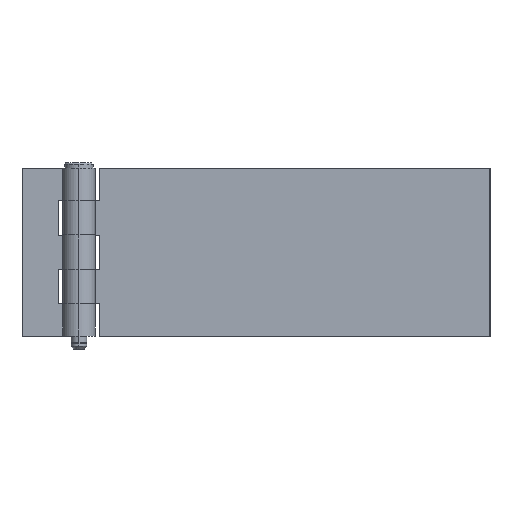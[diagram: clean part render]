
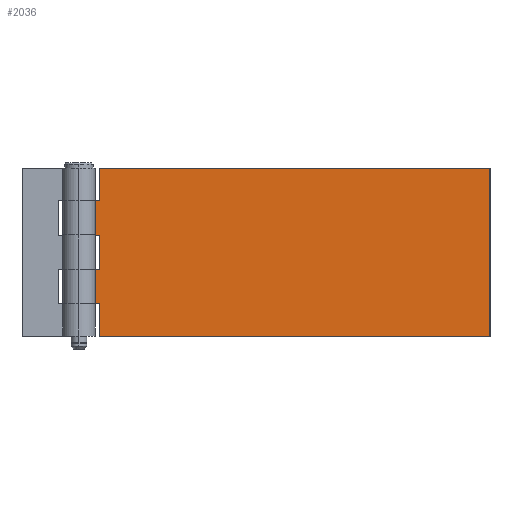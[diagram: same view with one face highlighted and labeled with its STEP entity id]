
A CAD part, top view. The second image highlights one B-rep face of the part: STEP entity #2036.
In plain terms, the highlighted face is planar.
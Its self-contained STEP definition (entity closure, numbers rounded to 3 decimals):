
#1 = EDGE_CURVE ( 'NONE', #2029, #2, #507, .T. ) ;
#2 = VERTEX_POINT ( 'NONE', #503 ) ;
#3 = ORIENTED_EDGE ( 'NONE', *, *, #2254, .T. ) ;
#4 = ORIENTED_EDGE ( 'NONE', *, *, #1, .T. ) ;
#503 = CARTESIAN_POINT ( 'NONE',  ( 8., 39.125, 3.25 ) ) ;
#504 = DIRECTION ( 'NONE',  ( 0., 1., 0. ) ) ;
#505 = VECTOR ( 'NONE', #504, 1000. ) ;
#506 = CARTESIAN_POINT ( 'NONE',  ( 8., 65., 3.25 ) ) ;
#507 = LINE ( 'NONE', #506, #505 ) ;
#1213 = DIRECTION ( 'NONE',  ( 0., 1., 0. ) ) ;
#1214 = VECTOR ( 'NONE', #1213, 1000. ) ;
#1215 = CARTESIAN_POINT ( 'NONE',  ( 8., 65., 3.25 ) ) ;
#1216 = LINE ( 'NONE', #1215, #1214 ) ;
#1217 = DIRECTION ( 'NONE',  ( 0., 1., 0. ) ) ;
#1218 = VECTOR ( 'NONE', #1217, 1000. ) ;
#1219 = CARTESIAN_POINT ( 'NONE',  ( 8., 65., 3.25 ) ) ;
#1220 = LINE ( 'NONE', #1219, #1218 ) ;
#1221 = DIRECTION ( 'NONE',  ( 0., -1., 0. ) ) ;
#1222 = VECTOR ( 'NONE', #1221, 1000. ) ;
#1223 = CARTESIAN_POINT ( 'NONE',  ( 159., 65., 3.25 ) ) ;
#1224 = LINE ( 'NONE', #1223, #1222 ) ;
#1225 = CARTESIAN_POINT ( 'NONE',  ( 8., 12.625, 3.25 ) ) ;
#1226 = DIRECTION ( 'NONE',  ( 1., 0., 0. ) ) ;
#1227 = DIRECTION ( 'NONE',  ( 0., 0., 1. ) ) ;
#1228 = CARTESIAN_POINT ( 'NONE',  ( 159., 65., 3.25 ) ) ;
#1229 = AXIS2_PLACEMENT_3D ( 'NONE', #1228, #1227, #1226 ) ;
#1230 = PLANE ( 'NONE',  #1229 ) ;
#1231 = FACE_OUTER_BOUND ( 'NONE', #2033, .T. ) ;
#1232 = DIRECTION ( 'NONE',  ( 1., 0., 0. ) ) ;
#1233 = VECTOR ( 'NONE', #1232, 1000. ) ;
#1234 = CARTESIAN_POINT ( 'NONE',  ( 159., 25.875, 3.25 ) ) ;
#1235 = LINE ( 'NONE', #1234, #1233 ) ;
#1236 = CARTESIAN_POINT ( 'NONE',  ( 8., 25.875, 3.25 ) ) ;
#1250 = DIRECTION ( 'NONE',  ( -1., 0., 0. ) ) ;
#1251 = VECTOR ( 'NONE', #1250, 1000. ) ;
#1252 = CARTESIAN_POINT ( 'NONE',  ( 159., 12.625, 3.25 ) ) ;
#1253 = LINE ( 'NONE', #1252, #1251 ) ;
#1271 = DIRECTION ( 'NONE',  ( 1., 0., 0. ) ) ;
#1272 = VECTOR ( 'NONE', #1271, 1000. ) ;
#1273 = CARTESIAN_POINT ( 'NONE',  ( 159., 52.375, 3.25 ) ) ;
#1274 = LINE ( 'NONE', #1273, #1272 ) ;
#1275 = CARTESIAN_POINT ( 'NONE',  ( 8., 52.375, 3.25 ) ) ;
#1401 = CARTESIAN_POINT ( 'NONE',  ( 5.339, 25.875, 3.25 ) ) ;
#1436 = LINE ( 'NONE', #1441, #1497 ) ;
#1441 = CARTESIAN_POINT ( 'NONE',  ( 5.339, 65., 3.25 ) ) ;
#1466 = CARTESIAN_POINT ( 'NONE',  ( 5.339, 12.625, 3.25 ) ) ;
#1472 = CARTESIAN_POINT ( 'NONE',  ( 8., 65., 3.25 ) ) ;
#1487 = CARTESIAN_POINT ( 'NONE',  ( 159., 65., 3.25 ) ) ;
#1488 = DIRECTION ( 'NONE',  ( -1., 0., 0. ) ) ;
#1489 = VECTOR ( 'NONE', #1488, 1000. ) ;
#1490 = CARTESIAN_POINT ( 'NONE',  ( 159., 65., 3.25 ) ) ;
#1491 = LINE ( 'NONE', #1490, #1489 ) ;
#1496 = DIRECTION ( 'NONE',  ( 0., -1., 0. ) ) ;
#1497 = VECTOR ( 'NONE', #1496, 1000. ) ;
#1509 = DIRECTION ( 'NONE',  ( -1., 0., 0. ) ) ;
#1510 = VECTOR ( 'NONE', #1509, 1000. ) ;
#1511 = CARTESIAN_POINT ( 'NONE',  ( 159., 0., 3.25 ) ) ;
#1512 = LINE ( 'NONE', #1511, #1510 ) ;
#1517 = CARTESIAN_POINT ( 'NONE',  ( 159., 0., 3.25 ) ) ;
#1523 = CARTESIAN_POINT ( 'NONE',  ( 8., 0., 3.25 ) ) ;
#1541 = CARTESIAN_POINT ( 'NONE',  ( 5.339, 39.125, 3.25 ) ) ;
#1542 = CARTESIAN_POINT ( 'NONE',  ( 5.339, 52.375, 3.25 ) ) ;
#1554 = DIRECTION ( 'NONE',  ( 0., -1., 0. ) ) ;
#1555 = VECTOR ( 'NONE', #1554, 1000. ) ;
#1556 = CARTESIAN_POINT ( 'NONE',  ( 5.339, 65., 3.25 ) ) ;
#1557 = LINE ( 'NONE', #1556, #1555 ) ;
#1607 = DIRECTION ( 'NONE',  ( -1., 0., 0. ) ) ;
#1608 = VECTOR ( 'NONE', #1607, 1000. ) ;
#1609 = CARTESIAN_POINT ( 'NONE',  ( 159., 39.125, 3.25 ) ) ;
#1610 = LINE ( 'NONE', #1609, #1608 ) ;
#2029 = VERTEX_POINT ( 'NONE', #1236 ) ;
#2030 = EDGE_CURVE ( 'NONE', #2136, #2029, #1235, .T. ) ;
#2031 = ORIENTED_EDGE ( 'NONE', *, *, #2184, .F. ) ;
#2032 = ORIENTED_EDGE ( 'NONE', *, *, #2030, .T. ) ;
#2033 = EDGE_LOOP ( 'NONE', ( #2031, #2032, #4, #3, #2051, #2047, #2048, #2044, #2041, #2043, #2038, #2063 ) ) ;
#2036 = ADVANCED_FACE ( 'NONE', ( #1231 ), #1230, .F. ) ;
#2037 = VERTEX_POINT ( 'NONE', #1225 ) ;
#2038 = ORIENTED_EDGE ( 'NONE', *, *, #2040, .T. ) ;
#2039 = EDGE_CURVE ( 'NONE', #2189, #2208, #1224, .T. ) ;
#2040 = EDGE_CURVE ( 'NONE', #2202, #2037, #1220, .T. ) ;
#2041 = ORIENTED_EDGE ( 'NONE', *, *, #2039, .T. ) ;
#2042 = EDGE_CURVE ( 'NONE', #2045, #2198, #1216, .T. ) ;
#2043 = ORIENTED_EDGE ( 'NONE', *, *, #2210, .T. ) ;
#2044 = ORIENTED_EDGE ( 'NONE', *, *, #2187, .F. ) ;
#2045 = VERTEX_POINT ( 'NONE', #1275 ) ;
#2046 = EDGE_CURVE ( 'NONE', #2225, #2045, #1274, .T. ) ;
#2047 = ORIENTED_EDGE ( 'NONE', *, *, #2046, .T. ) ;
#2048 = ORIENTED_EDGE ( 'NONE', *, *, #2042, .T. ) ;
#2051 = ORIENTED_EDGE ( 'NONE', *, *, #2220, .F. ) ;
#2061 = EDGE_CURVE ( 'NONE', #2037, #2168, #1253, .T. ) ;
#2063 = ORIENTED_EDGE ( 'NONE', *, *, #2061, .T. ) ;
#2136 = VERTEX_POINT ( 'NONE', #1401 ) ;
#2168 = VERTEX_POINT ( 'NONE', #1466 ) ;
#2184 = EDGE_CURVE ( 'NONE', #2136, #2168, #1436, .T. ) ;
#2187 = EDGE_CURVE ( 'NONE', #2189, #2198, #1491, .T. ) ;
#2189 = VERTEX_POINT ( 'NONE', #1487 ) ;
#2198 = VERTEX_POINT ( 'NONE', #1472 ) ;
#2202 = VERTEX_POINT ( 'NONE', #1523 ) ;
#2208 = VERTEX_POINT ( 'NONE', #1517 ) ;
#2210 = EDGE_CURVE ( 'NONE', #2208, #2202, #1512, .T. ) ;
#2220 = EDGE_CURVE ( 'NONE', #2225, #2226, #1557, .T. ) ;
#2225 = VERTEX_POINT ( 'NONE', #1542 ) ;
#2226 = VERTEX_POINT ( 'NONE', #1541 ) ;
#2254 = EDGE_CURVE ( 'NONE', #2, #2226, #1610, .T. ) ;
